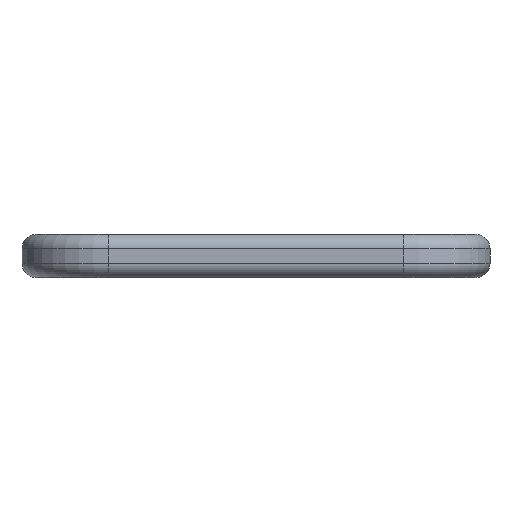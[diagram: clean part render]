
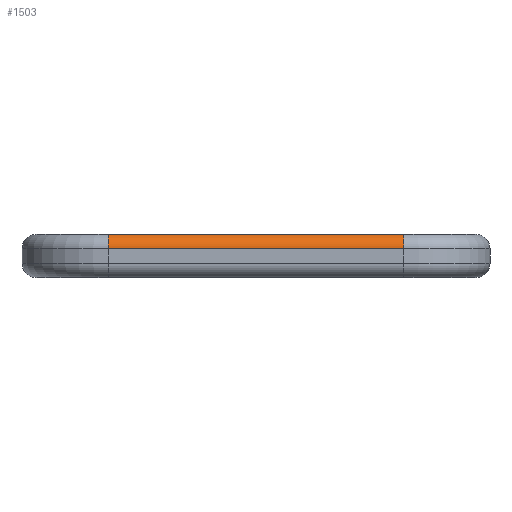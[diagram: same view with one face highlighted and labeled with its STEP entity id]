
A CAD part, left-side view. The second image highlights one B-rep face of the part: STEP entity #1503.
In plain terms, the highlighted cylindrical face has radius 1 mm (diameter 2 mm), a partial arc.
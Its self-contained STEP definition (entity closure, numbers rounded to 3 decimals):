
#73=LINE('',#2604,#131);
#74=LINE('',#2605,#132);
#131=VECTOR('',#2055,10.);
#132=VECTOR('',#2056,10.);
#173=CYLINDRICAL_SURFACE('',#1668,1.);
#221=FACE_OUTER_BOUND('',#303,.T.);
#303=EDGE_LOOP('',(#1083,#1084,#1085,#1086));
#427=CIRCLE('',#1665,1.);
#430=CIRCLE('',#1669,1.);
#608=VERTEX_POINT('',#2595);
#609=VERTEX_POINT('',#2596);
#610=VERTEX_POINT('',#2601);
#611=VERTEX_POINT('',#2602);
#787=EDGE_CURVE('',#608,#609,#427,.T.);
#790=EDGE_CURVE('',#610,#611,#430,.T.);
#791=EDGE_CURVE('',#611,#609,#73,.T.);
#792=EDGE_CURVE('',#608,#610,#74,.T.);
#1083=ORIENTED_EDGE('',*,*,#790,.T.);
#1084=ORIENTED_EDGE('',*,*,#791,.T.);
#1085=ORIENTED_EDGE('',*,*,#787,.F.);
#1086=ORIENTED_EDGE('',*,*,#792,.T.);
#1503=ADVANCED_FACE('',(#221),#173,.T.);
#1665=AXIS2_PLACEMENT_3D('',#2597,#2045,#2046);
#1668=AXIS2_PLACEMENT_3D('',#2600,#2051,#2052);
#1669=AXIS2_PLACEMENT_3D('',#2603,#2053,#2054);
#2045=DIRECTION('center_axis',(0.,-1.,0.));
#2046=DIRECTION('ref_axis',(0.,0.,1.));
#2051=DIRECTION('center_axis',(0.,-1.,0.));
#2052=DIRECTION('ref_axis',(-0.707,0.,0.707));
#2053=DIRECTION('center_axis',(0.,-1.,0.));
#2054=DIRECTION('ref_axis',(0.,0.,1.));
#2055=DIRECTION('',(0.,-1.,0.));
#2056=DIRECTION('',(0.,1.,0.));
#2595=CARTESIAN_POINT('',(-44.,-4.5,3.));
#2596=CARTESIAN_POINT('',(-45.,-4.5,2.));
#2597=CARTESIAN_POINT('Origin',(-44.,-4.5,2.));
#2600=CARTESIAN_POINT('Origin',(-44.,3.5,2.));
#2601=CARTESIAN_POINT('',(-44.,16.,3.));
#2602=CARTESIAN_POINT('',(-45.,16.,2.));
#2603=CARTESIAN_POINT('Origin',(-44.,16.,2.));
#2604=CARTESIAN_POINT('',(-45.,3.5,2.));
#2605=CARTESIAN_POINT('',(-44.,3.5,3.));
